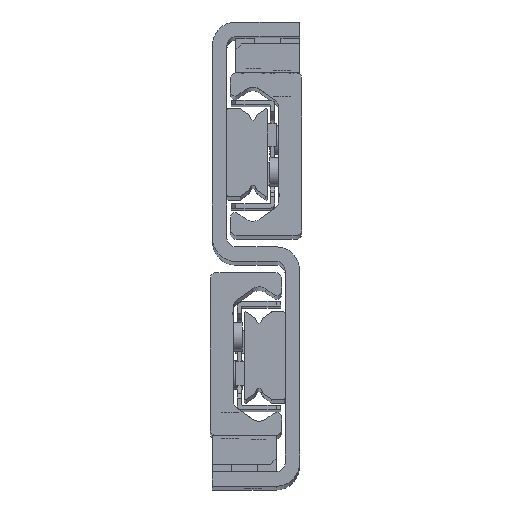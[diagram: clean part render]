
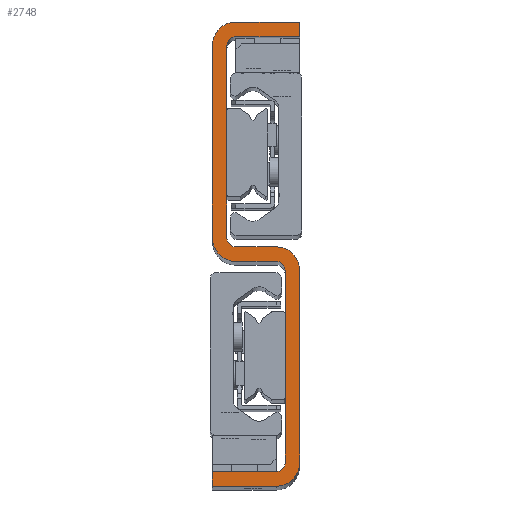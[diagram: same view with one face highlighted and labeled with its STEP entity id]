
A CAD part, top view. The second image highlights one B-rep face of the part: STEP entity #2748.
In plain terms, the highlighted planar face has unit normal (0, 0, 1).
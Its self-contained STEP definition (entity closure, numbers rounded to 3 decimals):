
#1894=CARTESIAN_POINT('',(15.0,80.0,370.0));
#1895=VERTEX_POINT('',#1894);
#1896=CARTESIAN_POINT('',(15.0,77.5,370.0));
#1897=VERTEX_POINT('',#1896);
#1898=CARTESIAN_POINT('',(15.0,80.0,370.0));
#1899=DIRECTION('',(0.0,-1.0,0.0));
#1900=VECTOR('',#1899,2.5);
#1901=LINE('',#1898,#1900);
#1902=EDGE_CURVE('',#1895,#1897,#1901,.T.);
#1934=CARTESIAN_POINT('',(4.,77.5,370.0));
#1935=VERTEX_POINT('',#1934);
#1936=CARTESIAN_POINT('',(15.0,77.5,370.0));
#1937=DIRECTION('',(-1.0,0.0,0.0));
#1938=VECTOR('',#1937,11.);
#1939=LINE('',#1936,#1938);
#1940=EDGE_CURVE('',#1897,#1935,#1939,.T.);
#1992=CARTESIAN_POINT('',(2.5,76.0,370.0));
#1993=VERTEX_POINT('',#1992);
#1994=CARTESIAN_POINT('',(4.,76.0,370.0));
#1995=DIRECTION('',(0.0,0.0,1.0));
#1996=DIRECTION('',(0.0,-1.0,0.0));
#1997=AXIS2_PLACEMENT_3D('',#1994,#1995,#1996);
#1998=CIRCLE('',#1997,1.5);
#1999=EDGE_CURVE('',#1935,#1993,#1998,.T.);
#2025=CARTESIAN_POINT('',(2.5,42.75,370.0));
#2026=VERTEX_POINT('',#2025);
#2027=CARTESIAN_POINT('',(2.5,76.0,370.0));
#2028=DIRECTION('',(0.0,-1.0,0.0));
#2029=VECTOR('',#2028,33.25);
#2030=LINE('',#2027,#2029);
#2031=EDGE_CURVE('',#1993,#2026,#2030,.T.);
#2071=CARTESIAN_POINT('',(4.,41.25,370.0));
#2072=VERTEX_POINT('',#2071);
#2073=CARTESIAN_POINT('',(4.,42.75,370.0));
#2074=DIRECTION('',(0.0,0.0,1.0));
#2075=DIRECTION('',(1.0,0.0,0.0));
#2076=AXIS2_PLACEMENT_3D('',#2073,#2074,#2075);
#2077=CIRCLE('',#2076,1.5);
#2078=EDGE_CURVE('',#2026,#2072,#2077,.T.);
#2104=CARTESIAN_POINT('',(11.,41.25,370.0));
#2105=VERTEX_POINT('',#2104);
#2106=CARTESIAN_POINT('',(4.,41.25,370.0));
#2107=DIRECTION('',(1.0,0.0,0.0));
#2108=VECTOR('',#2107,7.);
#2109=LINE('',#2106,#2108);
#2110=EDGE_CURVE('',#2072,#2105,#2109,.T.);
#2135=CARTESIAN_POINT('',(15.,37.25,370.0));
#2136=VERTEX_POINT('',#2135);
#2137=CARTESIAN_POINT('',(11.,37.25,370.0));
#2138=DIRECTION('',(0.0,0.0,-1.0));
#2139=DIRECTION('',(1.0,0.0,0.0));
#2140=AXIS2_PLACEMENT_3D('',#2137,#2138,#2139);
#2141=CIRCLE('',#2140,4.0);
#2142=EDGE_CURVE('',#2105,#2136,#2141,.T.);
#2168=CARTESIAN_POINT('',(15.,4.,370.0));
#2169=VERTEX_POINT('',#2168);
#2170=CARTESIAN_POINT('',(15.,37.25,370.0));
#2171=DIRECTION('',(0.0,-1.0,0.0));
#2172=VECTOR('',#2171,33.25);
#2173=LINE('',#2170,#2172);
#2174=EDGE_CURVE('',#2136,#2169,#2173,.T.);
#2214=CARTESIAN_POINT('',(11.0,0.,370.0));
#2215=VERTEX_POINT('',#2214);
#2216=CARTESIAN_POINT('',(11.,4.,370.0));
#2217=DIRECTION('',(0.0,0.0,-1.0));
#2218=DIRECTION('',(0.,-1.,0.0));
#2219=AXIS2_PLACEMENT_3D('',#2216,#2217,#2218);
#2220=CIRCLE('',#2219,4.);
#2221=EDGE_CURVE('',#2169,#2215,#2220,.T.);
#2247=CARTESIAN_POINT('',(0.0,0.0,370.0));
#2248=VERTEX_POINT('',#2247);
#2249=CARTESIAN_POINT('',(11.0,0.,370.0));
#2250=DIRECTION('',(-1.0,0.0,0.0));
#2251=VECTOR('',#2250,11.0);
#2252=LINE('',#2249,#2251);
#2253=EDGE_CURVE('',#2215,#2248,#2252,.T.);
#2305=CARTESIAN_POINT('',(0.0,2.5,370.0));
#2306=VERTEX_POINT('',#2305);
#2307=CARTESIAN_POINT('',(0.0,0.0,370.0));
#2308=DIRECTION('',(0.0,1.0,0.0));
#2309=VECTOR('',#2308,2.5);
#2310=LINE('',#2307,#2309);
#2311=EDGE_CURVE('',#2248,#2306,#2310,.T.);
#2336=CARTESIAN_POINT('',(11.,2.5,370.0));
#2337=VERTEX_POINT('',#2336);
#2338=CARTESIAN_POINT('',(0.0,2.5,370.0));
#2339=DIRECTION('',(1.0,0.0,0.0));
#2340=VECTOR('',#2339,11.);
#2341=LINE('',#2338,#2340);
#2342=EDGE_CURVE('',#2306,#2337,#2341,.T.);
#2394=CARTESIAN_POINT('',(12.5,4.0,370.0));
#2395=VERTEX_POINT('',#2394);
#2396=CARTESIAN_POINT('',(11.,4.0,370.0));
#2397=DIRECTION('',(0.0,0.0,1.0));
#2398=DIRECTION('',(0.0,1.0,0.0));
#2399=AXIS2_PLACEMENT_3D('',#2396,#2397,#2398);
#2400=CIRCLE('',#2399,1.5);
#2401=EDGE_CURVE('',#2337,#2395,#2400,.T.);
#2427=CARTESIAN_POINT('',(12.5,37.25,370.0));
#2428=VERTEX_POINT('',#2427);
#2429=CARTESIAN_POINT('',(12.5,4.0,370.0));
#2430=DIRECTION('',(0.0,1.0,0.0));
#2431=VECTOR('',#2430,33.25);
#2432=LINE('',#2429,#2431);
#2433=EDGE_CURVE('',#2395,#2428,#2432,.T.);
#2473=CARTESIAN_POINT('',(11.,38.75,370.0));
#2474=VERTEX_POINT('',#2473);
#2475=CARTESIAN_POINT('',(11.,37.25,370.0));
#2476=DIRECTION('',(0.0,0.0,1.0));
#2477=DIRECTION('',(-1.0,0.0,0.0));
#2478=AXIS2_PLACEMENT_3D('',#2475,#2476,#2477);
#2479=CIRCLE('',#2478,1.5);
#2480=EDGE_CURVE('',#2428,#2474,#2479,.T.);
#2506=CARTESIAN_POINT('',(4.,38.75,370.0));
#2507=VERTEX_POINT('',#2506);
#2508=CARTESIAN_POINT('',(11.,38.75,370.0));
#2509=DIRECTION('',(-1.0,0.0,0.0));
#2510=VECTOR('',#2509,7.);
#2511=LINE('',#2508,#2510);
#2512=EDGE_CURVE('',#2474,#2507,#2511,.T.);
#2537=CARTESIAN_POINT('',(0.0,42.75,370.0));
#2538=VERTEX_POINT('',#2537);
#2539=CARTESIAN_POINT('',(4.,42.75,370.0));
#2540=DIRECTION('',(0.0,0.0,-1.0));
#2541=DIRECTION('',(-1.0,0.0,0.0));
#2542=AXIS2_PLACEMENT_3D('',#2539,#2540,#2541);
#2543=CIRCLE('',#2542,4.);
#2544=EDGE_CURVE('',#2507,#2538,#2543,.T.);
#2570=CARTESIAN_POINT('',(0.0,76.0,370.0));
#2571=VERTEX_POINT('',#2570);
#2572=CARTESIAN_POINT('',(0.0,42.75,370.0));
#2573=DIRECTION('',(0.0,1.0,0.0));
#2574=VECTOR('',#2573,33.25);
#2575=LINE('',#2572,#2574);
#2576=EDGE_CURVE('',#2538,#2571,#2575,.T.);
#2616=CARTESIAN_POINT('',(4.,80.0,370.0));
#2617=VERTEX_POINT('',#2616);
#2618=CARTESIAN_POINT('',(4.,76.0,370.0));
#2619=DIRECTION('',(0.0,0.0,-1.0));
#2620=DIRECTION('',(0.0,1.0,0.0));
#2621=AXIS2_PLACEMENT_3D('',#2618,#2619,#2620);
#2622=CIRCLE('',#2621,4.0);
#2623=EDGE_CURVE('',#2571,#2617,#2622,.T.);
#2649=CARTESIAN_POINT('',(4.,80.0,370.0));
#2650=DIRECTION('',(1.0,0.0,0.0));
#2651=VECTOR('',#2650,11.);
#2652=LINE('',#2649,#2651);
#2653=EDGE_CURVE('',#2617,#1895,#2652,.T.);
#2721=CARTESIAN_POINT('',(7.5,40.,370.0));
#2722=DIRECTION('',(0.0,0.0,1.0));
#2723=DIRECTION('',(1.0,0.0,0.0));
#2724=AXIS2_PLACEMENT_3D('',#2721,#2722,#2723);
#2725=PLANE('',#2724);
#2726=ORIENTED_EDGE('',*,*,#1902,.F.);
#2727=ORIENTED_EDGE('',*,*,#2653,.F.);
#2728=ORIENTED_EDGE('',*,*,#2623,.F.);
#2729=ORIENTED_EDGE('',*,*,#2576,.F.);
#2730=ORIENTED_EDGE('',*,*,#2544,.F.);
#2731=ORIENTED_EDGE('',*,*,#2512,.F.);
#2732=ORIENTED_EDGE('',*,*,#2480,.F.);
#2733=ORIENTED_EDGE('',*,*,#2433,.F.);
#2734=ORIENTED_EDGE('',*,*,#2401,.F.);
#2735=ORIENTED_EDGE('',*,*,#2342,.F.);
#2736=ORIENTED_EDGE('',*,*,#2311,.F.);
#2737=ORIENTED_EDGE('',*,*,#2253,.F.);
#2738=ORIENTED_EDGE('',*,*,#2221,.F.);
#2739=ORIENTED_EDGE('',*,*,#2174,.F.);
#2740=ORIENTED_EDGE('',*,*,#2142,.F.);
#2741=ORIENTED_EDGE('',*,*,#2110,.F.);
#2742=ORIENTED_EDGE('',*,*,#2078,.F.);
#2743=ORIENTED_EDGE('',*,*,#2031,.F.);
#2744=ORIENTED_EDGE('',*,*,#1999,.F.);
#2745=ORIENTED_EDGE('',*,*,#1940,.F.);
#2746=EDGE_LOOP('',(#2726,#2727,#2728,#2729,#2730,#2731,#2732,#2733,#2734,#2735,#2736,#2737,#2738,#2739,#2740,#2741,#2742,#2743,#2744,#2745));
#2747=FACE_OUTER_BOUND('',#2746,.T.);
#2748=ADVANCED_FACE('',(#2747),#2725,.T.);
